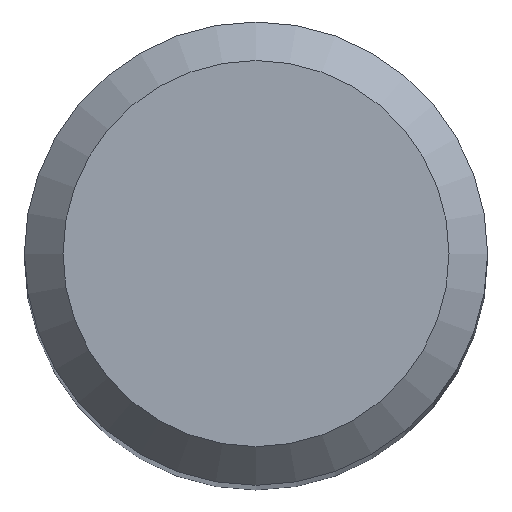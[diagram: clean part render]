
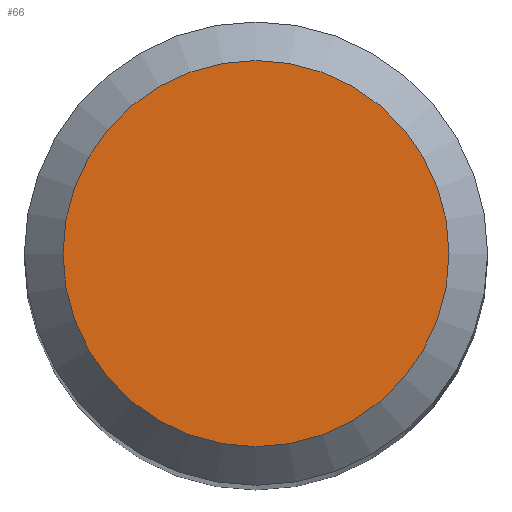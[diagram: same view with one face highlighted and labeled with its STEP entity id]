
A CAD part, top view. The second image highlights one B-rep face of the part: STEP entity #66.
In plain terms, the highlighted planar face has unit normal (0, 0, 1).
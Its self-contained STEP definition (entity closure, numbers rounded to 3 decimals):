
#52=PLANE('',#212);
#55=FACE_OUTER_BOUND('',#99,.T.);
#66=ADVANCED_FACE('',(#55),#52,.T.);
#99=EDGE_LOOP('',(#117));
#117=ORIENTED_EDGE('',*,*,#140,.F.);
#131=VERTEX_POINT('',#306);
#140=EDGE_CURVE('',#131,#131,#149,.T.);
#149=CIRCLE('',#211,2.5);
#211=AXIS2_PLACEMENT_3D('',#305,#249,#250);
#212=AXIS2_PLACEMENT_3D('',#307,#251,#252);
#249=DIRECTION('',(0.,0.,-1.));
#250=DIRECTION('',(-1.,0.,0.));
#251=DIRECTION('',(0.,0.,1.));
#252=DIRECTION('',(-1.,0.,0.));
#305=CARTESIAN_POINT('',(0.,0.,35.249));
#306=CARTESIAN_POINT('',(-2.5,0.,35.249));
#307=CARTESIAN_POINT('',(2.5,0.,35.249));
